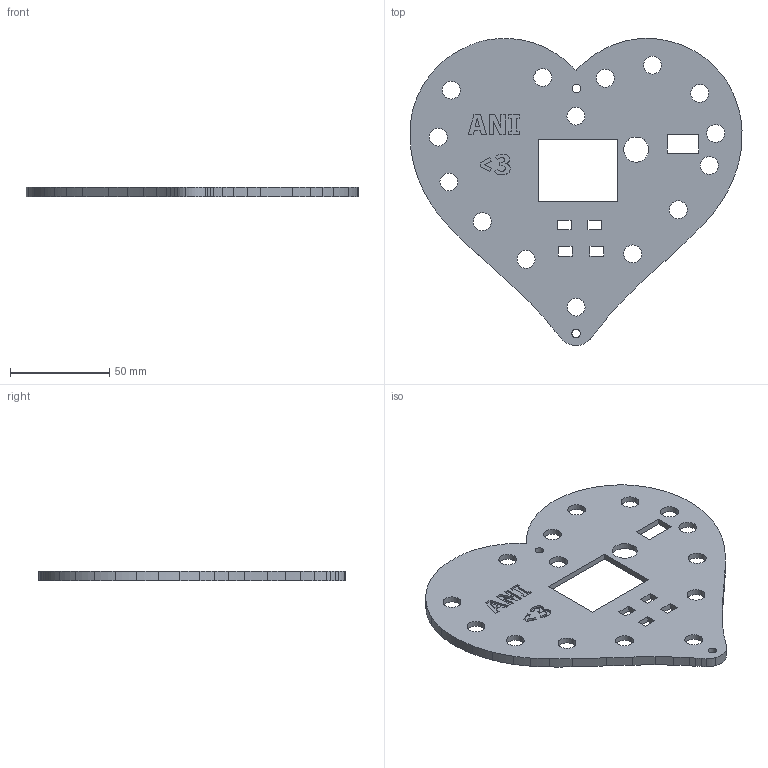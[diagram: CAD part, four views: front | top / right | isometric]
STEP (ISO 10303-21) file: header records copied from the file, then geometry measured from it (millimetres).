
FILE_DESCRIPTION(/* description */ (''),/* implementation_level */ '2;1');
FILE_NAME(/* name */ 'TOP_heart.step',/* time_stamp */ '2025-07-08T22:14:49+05:30',/* author */ (''),/* organization */ (''),/* preprocessor_version */ 'ST-DEVELOPER v20.1',/* originating_system */ 'Autodesk Translation Framework v14.10.0.0',/* authorisation */ '');
FILE_SCHEMA (('AUTOMOTIVE_DESIGN { 1 0 10303 214 3 1 1 }'));
Length unit declared in the file: millimetre
Products named in the file (1): TOP
Bounding box: 167.2 x 154.66 x 5 mm (x, y, z)
Volume: 48240.2 mm3; surface area: 36388.3 mm2
Topology: 1 solids, 1 shells, 235 faces, 678 edges, 452 vertices
Faces by surface type: cylinder 128, plane 82, bspline 25
Full cylindrical faces by diameter (mm): 4.25 x2, 9 x15, 12.657 x1
Entity records: 8187 total; most frequent: CARTESIAN_POINT 1791, ORIENTED_EDGE 1356, DIRECTION 1306, EDGE_CURVE 678, AXIS2_PLACEMENT_3D 467, VERTEX_POINT 452, LINE 372, VECTOR 372
